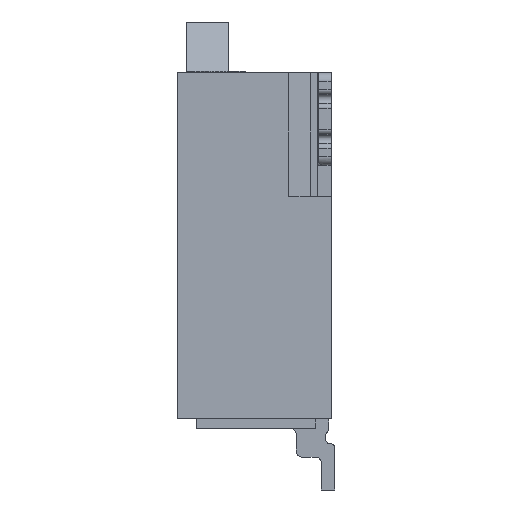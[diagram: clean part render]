
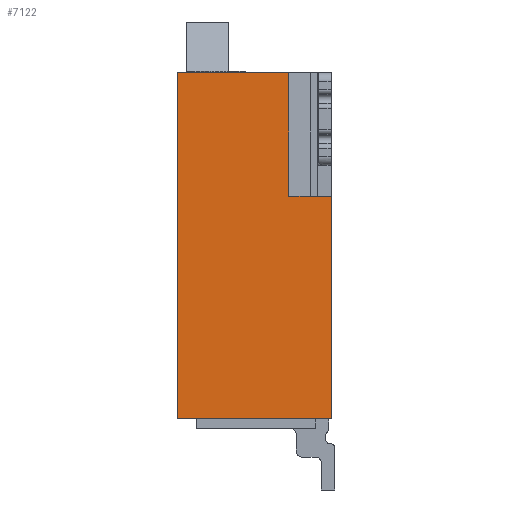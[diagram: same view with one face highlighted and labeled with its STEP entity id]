
A CAD part, left-side view. The second image highlights one B-rep face of the part: STEP entity #7122.
In plain terms, the highlighted planar face has unit normal (-1, 0, 0).
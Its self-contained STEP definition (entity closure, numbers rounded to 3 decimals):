
#1002=DIRECTION('',(0.,1.,0.));
#1003=VECTOR('',#1002,1.805);
#1004=CARTESIAN_POINT('',(40.8,56.195,5.6));
#1005=LINE('',#1004,#1003);
#1050=DIRECTION('',(0.,0.,1.));
#1051=VECTOR('',#1050,3.6);
#1052=CARTESIAN_POINT('',(40.8,55.5,0.));
#1053=LINE('',#1052,#1051);
#1110=DIRECTION('',(0.,-1.,0.));
#1111=VECTOR('',#1110,2.5);
#1112=CARTESIAN_POINT('',(40.8,58.,0.));
#1113=LINE('',#1112,#1111);
#2075=DIRECTION('',(0.,0.,-1.));
#2076=VECTOR('',#2075,5.6);
#2077=CARTESIAN_POINT('',(40.8,58.,5.6));
#2078=LINE('',#2077,#2076);
#2079=DIRECTION('',(0.,0.,1.));
#2080=VECTOR('',#2079,2.);
#2081=CARTESIAN_POINT('',(40.8,56.195,3.6));
#2082=LINE('',#2081,#2080);
#3205=DIRECTION('',(0.,1.,0.));
#3206=VECTOR('',#3205,0.695);
#3207=CARTESIAN_POINT('',(40.8,55.5,3.6));
#3208=LINE('',#3207,#3206);
#3464=CARTESIAN_POINT('',(40.8,58.,0.));
#3465=CARTESIAN_POINT('',(40.8,55.5,0.));
#3466=VERTEX_POINT('',#3464);
#3467=VERTEX_POINT('',#3465);
#3490=CARTESIAN_POINT('',(40.8,58.,5.6));
#3491=VERTEX_POINT('',#3490);
#3874=CARTESIAN_POINT('',(40.8,56.195,5.6));
#3875=VERTEX_POINT('',#3874);
#3886=CARTESIAN_POINT('',(40.8,55.5,3.6));
#3887=VERTEX_POINT('',#3886);
#3890=CARTESIAN_POINT('',(40.8,56.195,3.6));
#3891=VERTEX_POINT('',#3890);
#7107=CARTESIAN_POINT('',(40.8,56.75,2.8));
#7108=DIRECTION('',(1.,0.,0.));
#7109=DIRECTION('',(0.,-1.,0.));
#7110=AXIS2_PLACEMENT_3D('',#7107,#7108,#7109);
#7111=PLANE('',#7110);
#7113=ORIENTED_EDGE('',*,*,#7112,.F.);
#7115=ORIENTED_EDGE('',*,*,#7114,.F.);
#7116=ORIENTED_EDGE('',*,*,#5557,.F.);
#7117=ORIENTED_EDGE('',*,*,#5595,.F.);
#7118=ORIENTED_EDGE('',*,*,#7089,.F.);
#7119=ORIENTED_EDGE('',*,*,#5528,.F.);
#7120=EDGE_LOOP('',(#7113,#7115,#7116,#7117,#7118,#7119));
#7121=FACE_OUTER_BOUND('',#7120,.F.);
#5528=EDGE_CURVE('',#3875,#3491,#1005,.T.);
#5557=EDGE_CURVE('',#3467,#3887,#1053,.T.);
#5595=EDGE_CURVE('',#3466,#3467,#1113,.T.);
#7089=EDGE_CURVE('',#3491,#3466,#2078,.T.);
#7112=EDGE_CURVE('',#3891,#3875,#2082,.T.);
#7114=EDGE_CURVE('',#3887,#3891,#3208,.T.);
#7122=ADVANCED_FACE('',(#7121),#7111,.F.);
